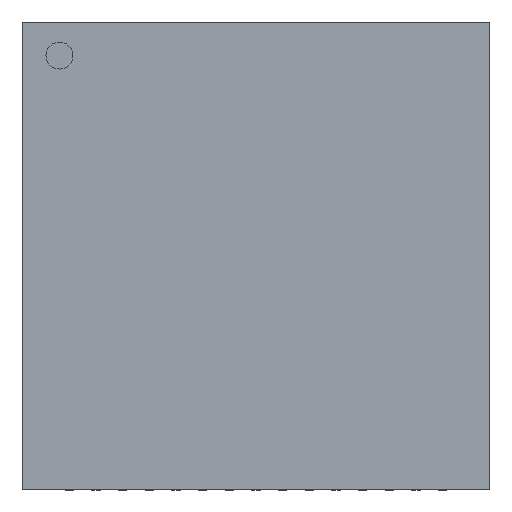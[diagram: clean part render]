
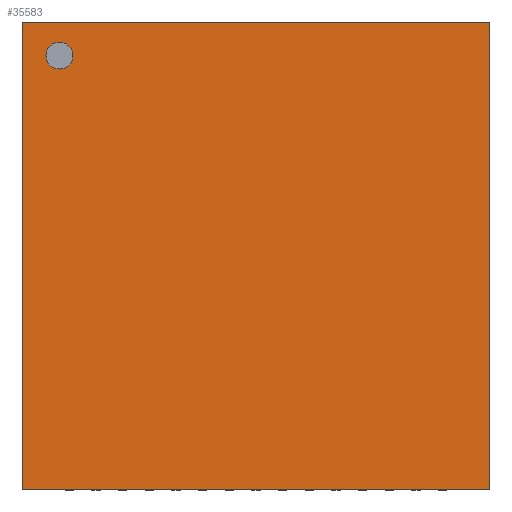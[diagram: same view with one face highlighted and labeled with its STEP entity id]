
A CAD part, top view. The second image highlights one B-rep face of the part: STEP entity #35583.
In plain terms, the highlighted planar face has unit normal (0, 0, 1).
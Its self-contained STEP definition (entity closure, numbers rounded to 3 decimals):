
#15=FACE_BOUND('',#2552,.T.);
#45=FACE_OUTER_BOUND('',#2551,.T.);
#2551=EDGE_LOOP('',(#24116,#24117,#24118,#24119));
#2552=EDGE_LOOP('',(#24120,#24121,#24122,#24123,#24124,#24125,#24126,#24127,
#24128,#24129,#24130,#24131,#24132,#24133,#24134,#24135,#24136,#24137,#24138,
#24139,#24140,#24141,#24142,#24143));
#6208=LINE('',#53039,#11295);
#6212=LINE('',#53046,#11299);
#6215=LINE('',#53052,#11302);
#6218=LINE('',#53058,#11305);
#6221=LINE('',#53064,#11308);
#6224=LINE('',#53070,#11311);
#6227=LINE('',#53076,#11314);
#6230=LINE('',#53082,#11317);
#6233=LINE('',#53088,#11320);
#6236=LINE('',#53096,#11323);
#6240=LINE('',#53103,#11327);
#6243=LINE('',#53109,#11330);
#6244=LINE('',#53113,#11331);
#6245=LINE('',#53115,#11332);
#6246=LINE('',#53117,#11333);
#6247=LINE('',#53118,#11334);
#6248=LINE('',#53120,#11335);
#6249=LINE('',#53122,#11336);
#6250=LINE('',#53124,#11337);
#6251=LINE('',#53126,#11338);
#6252=LINE('',#53128,#11339);
#6253=LINE('',#53130,#11340);
#6254=LINE('',#53132,#11341);
#6255=LINE('',#53134,#11342);
#6256=LINE('',#53136,#11343);
#6257=LINE('',#53137,#11344);
#6258=LINE('',#53139,#11345);
#6259=LINE('',#53140,#11346);
#11295=VECTOR('',#41782,1.);
#11299=VECTOR('',#41788,1.);
#11302=VECTOR('',#41793,1.);
#11305=VECTOR('',#41798,1.);
#11308=VECTOR('',#41803,1.);
#11311=VECTOR('',#41808,1.);
#11314=VECTOR('',#41813,1.);
#11317=VECTOR('',#41818,1.);
#11320=VECTOR('',#41823,1.);
#11323=VECTOR('',#41828,1.);
#11327=VECTOR('',#41834,1.);
#11330=VECTOR('',#41839,10.);
#11331=VECTOR('',#41842,10.);
#11332=VECTOR('',#41843,10.);
#11333=VECTOR('',#41844,10.);
#11334=VECTOR('',#41845,10.);
#11335=VECTOR('',#41846,1.);
#11336=VECTOR('',#41847,1.);
#11337=VECTOR('',#41848,1.);
#11338=VECTOR('',#41849,10.);
#11339=VECTOR('',#41850,1.);
#11340=VECTOR('',#41851,1.);
#11341=VECTOR('',#41852,1.);
#11342=VECTOR('',#41853,1.);
#11343=VECTOR('',#41854,1.);
#11344=VECTOR('',#41855,1.);
#11345=VECTOR('',#41856,1.);
#11346=VECTOR('',#41857,1.);
#16377=VERTEX_POINT('',#53036);
#16378=VERTEX_POINT('',#53038);
#16380=VERTEX_POINT('',#53044);
#16382=VERTEX_POINT('',#53050);
#16384=VERTEX_POINT('',#53056);
#16386=VERTEX_POINT('',#53062);
#16388=VERTEX_POINT('',#53068);
#16390=VERTEX_POINT('',#53074);
#16392=VERTEX_POINT('',#53080);
#16394=VERTEX_POINT('',#53086);
#16397=VERTEX_POINT('',#53093);
#16398=VERTEX_POINT('',#53095);
#16400=VERTEX_POINT('',#53101);
#16402=VERTEX_POINT('',#53107);
#16403=VERTEX_POINT('',#53111);
#16404=VERTEX_POINT('',#53112);
#16405=VERTEX_POINT('',#53114);
#16406=VERTEX_POINT('',#53116);
#16407=VERTEX_POINT('',#53119);
#16408=VERTEX_POINT('',#53121);
#16409=VERTEX_POINT('',#53123);
#16410=VERTEX_POINT('',#53125);
#16411=VERTEX_POINT('',#53127);
#16412=VERTEX_POINT('',#53129);
#16413=VERTEX_POINT('',#53131);
#16414=VERTEX_POINT('',#53133);
#16415=VERTEX_POINT('',#53135);
#16416=VERTEX_POINT('',#53138);
#18968=EDGE_CURVE('',#16378,#16377,#6208,.T.);
#18972=EDGE_CURVE('',#16380,#16377,#6212,.T.);
#18975=EDGE_CURVE('',#16382,#16380,#6215,.T.);
#18978=EDGE_CURVE('',#16382,#16384,#6218,.T.);
#18981=EDGE_CURVE('',#16384,#16386,#6221,.T.);
#18984=EDGE_CURVE('',#16386,#16388,#6224,.T.);
#18987=EDGE_CURVE('',#16388,#16390,#6227,.T.);
#18990=EDGE_CURVE('',#16392,#16390,#6230,.T.);
#18993=EDGE_CURVE('',#16394,#16392,#6233,.T.);
#18996=EDGE_CURVE('',#16398,#16397,#6236,.T.);
#19000=EDGE_CURVE('',#16397,#16400,#6240,.T.);
#19003=EDGE_CURVE('',#16402,#16400,#6243,.T.);
#19004=EDGE_CURVE('',#16403,#16404,#6244,.T.);
#19005=EDGE_CURVE('',#16405,#16403,#6245,.T.);
#19006=EDGE_CURVE('',#16405,#16406,#6246,.T.);
#19007=EDGE_CURVE('',#16406,#16404,#6247,.T.);
#19008=EDGE_CURVE('',#16407,#16402,#6248,.T.);
#19009=EDGE_CURVE('',#16408,#16407,#6249,.T.);
#19010=EDGE_CURVE('',#16408,#16409,#6250,.T.);
#19011=EDGE_CURVE('',#16410,#16409,#6251,.T.);
#19012=EDGE_CURVE('',#16410,#16411,#6252,.T.);
#19013=EDGE_CURVE('',#16411,#16412,#6253,.T.);
#19014=EDGE_CURVE('',#16413,#16412,#6254,.T.);
#19015=EDGE_CURVE('',#16413,#16414,#6255,.T.);
#19016=EDGE_CURVE('',#16414,#16415,#6256,.T.);
#19017=EDGE_CURVE('',#16415,#16378,#6257,.T.);
#19018=EDGE_CURVE('',#16394,#16416,#6258,.T.);
#19019=EDGE_CURVE('',#16416,#16398,#6259,.T.);
#24116=ORIENTED_EDGE('',*,*,#19004,.F.);
#24117=ORIENTED_EDGE('',*,*,#19005,.F.);
#24118=ORIENTED_EDGE('',*,*,#19006,.T.);
#24119=ORIENTED_EDGE('',*,*,#19007,.T.);
#24120=ORIENTED_EDGE('',*,*,#19003,.F.);
#24121=ORIENTED_EDGE('',*,*,#19008,.F.);
#24122=ORIENTED_EDGE('',*,*,#19009,.F.);
#24123=ORIENTED_EDGE('',*,*,#19010,.T.);
#24124=ORIENTED_EDGE('',*,*,#19011,.F.);
#24125=ORIENTED_EDGE('',*,*,#19012,.T.);
#24126=ORIENTED_EDGE('',*,*,#19013,.T.);
#24127=ORIENTED_EDGE('',*,*,#19014,.F.);
#24128=ORIENTED_EDGE('',*,*,#19015,.T.);
#24129=ORIENTED_EDGE('',*,*,#19016,.T.);
#24130=ORIENTED_EDGE('',*,*,#19017,.T.);
#24131=ORIENTED_EDGE('',*,*,#18968,.T.);
#24132=ORIENTED_EDGE('',*,*,#18972,.F.);
#24133=ORIENTED_EDGE('',*,*,#18975,.F.);
#24134=ORIENTED_EDGE('',*,*,#18978,.T.);
#24135=ORIENTED_EDGE('',*,*,#18981,.T.);
#24136=ORIENTED_EDGE('',*,*,#18984,.T.);
#24137=ORIENTED_EDGE('',*,*,#18987,.T.);
#24138=ORIENTED_EDGE('',*,*,#18990,.F.);
#24139=ORIENTED_EDGE('',*,*,#18993,.F.);
#24140=ORIENTED_EDGE('',*,*,#19018,.T.);
#24141=ORIENTED_EDGE('',*,*,#19019,.T.);
#24142=ORIENTED_EDGE('',*,*,#18996,.T.);
#24143=ORIENTED_EDGE('',*,*,#19000,.T.);
#33078=PLANE('',#38102);
#35583=ADVANCED_FACE('',(#45,#15),#33078,.T.);
#38102=AXIS2_PLACEMENT_3D('',#53110,#41840,#41841);
#41782=DIRECTION('',(0.131,-0.991,0.));
#41788=DIRECTION('',(0.131,0.991,0.));
#41793=DIRECTION('',(0.383,0.924,0.));
#41798=DIRECTION('',(-0.609,-0.793,0.));
#41803=DIRECTION('',(-0.793,-0.609,0.));
#41808=DIRECTION('',(-0.924,-0.383,0.));
#41813=DIRECTION('',(-0.991,-0.131,0.));
#41818=DIRECTION('',(0.991,-0.131,0.));
#41823=DIRECTION('',(0.924,-0.383,0.));
#41828=DIRECTION('',(-0.383,0.924,0.));
#41834=DIRECTION('',(-0.131,0.991,0.));
#41839=DIRECTION('',(-0.131,-0.991,0.));
#41840=DIRECTION('center_axis',(0.,0.,1.));
#41841=DIRECTION('ref_axis',(1.,0.,0.));
#41842=DIRECTION('',(0.,1.,0.));
#41843=DIRECTION('',(-1.,0.,0.));
#41844=DIRECTION('',(0.,1.,0.));
#41845=DIRECTION('',(-1.,0.,0.));
#41846=DIRECTION('',(-0.383,-0.924,0.));
#41847=DIRECTION('',(-0.609,-0.793,0.));
#41848=DIRECTION('',(0.793,0.609,0.));
#41849=DIRECTION('',(-0.924,-0.383,0.));
#41850=DIRECTION('',(0.991,0.131,0.));
#41851=DIRECTION('',(0.991,-0.131,0.));
#41852=DIRECTION('',(-0.924,0.383,0.));
#41853=DIRECTION('',(0.793,-0.609,0.));
#41854=DIRECTION('',(0.609,-0.793,0.));
#41855=DIRECTION('',(0.383,-0.924,0.));
#41856=DIRECTION('',(-0.793,0.609,0.));
#41857=DIRECTION('',(-0.609,0.793,0.));
#53036=CARTESIAN_POINT('',(-2.746,3.004,0.77));
#53038=CARTESIAN_POINT('',(-2.753,3.057,0.77));
#53039=CARTESIAN_POINT('',(-2.753,3.057,0.77));
#53044=CARTESIAN_POINT('',(-2.753,2.952,0.77));
#53046=CARTESIAN_POINT('',(-2.753,2.952,0.77));
#53050=CARTESIAN_POINT('',(-2.773,2.903,0.77));
#53052=CARTESIAN_POINT('',(-2.773,2.903,0.77));
#53056=CARTESIAN_POINT('',(-2.805,2.861,0.77));
#53058=CARTESIAN_POINT('',(-2.773,2.903,0.77));
#53062=CARTESIAN_POINT('',(-2.847,2.829,0.77));
#53064=CARTESIAN_POINT('',(-2.805,2.861,0.77));
#53068=CARTESIAN_POINT('',(-2.896,2.809,0.77));
#53070=CARTESIAN_POINT('',(-2.847,2.829,0.77));
#53074=CARTESIAN_POINT('',(-2.948,2.802,0.77));
#53076=CARTESIAN_POINT('',(-2.896,2.809,0.77));
#53080=CARTESIAN_POINT('',(-3.001,2.809,0.77));
#53082=CARTESIAN_POINT('',(-3.001,2.809,0.77));
#53086=CARTESIAN_POINT('',(-3.05,2.829,0.77));
#53088=CARTESIAN_POINT('',(-3.05,2.829,0.77));
#53093=CARTESIAN_POINT('',(-3.144,2.952,0.77));
#53095=CARTESIAN_POINT('',(-3.124,2.903,0.77));
#53096=CARTESIAN_POINT('',(-3.124,2.903,0.77));
#53101=CARTESIAN_POINT('',(-3.151,3.004,0.77));
#53103=CARTESIAN_POINT('',(-3.144,2.952,0.77));
#53107=CARTESIAN_POINT('',(-3.144,3.057,0.77));
#53109=CARTESIAN_POINT('',(-3.125,3.198,0.77));
#53110=CARTESIAN_POINT('Origin',(-2.527,3.5,0.77));
#53111=CARTESIAN_POINT('',(-3.5,-3.5,0.77));
#53112=CARTESIAN_POINT('',(-3.5,3.5,0.77));
#53113=CARTESIAN_POINT('',(-3.5,3.119,0.77));
#53114=CARTESIAN_POINT('',(3.5,-3.5,0.77));
#53115=CARTESIAN_POINT('',(-0.095,-3.5,0.77));
#53116=CARTESIAN_POINT('',(3.5,3.5,0.77));
#53117=CARTESIAN_POINT('',(3.5,2.719,0.77));
#53118=CARTESIAN_POINT('',(-2.432,3.5,0.77));
#53119=CARTESIAN_POINT('',(-3.124,3.106,0.77));
#53120=CARTESIAN_POINT('',(-3.124,3.106,0.77));
#53121=CARTESIAN_POINT('',(-3.092,3.148,0.77));
#53122=CARTESIAN_POINT('',(-3.092,3.148,0.77));
#53123=CARTESIAN_POINT('',(-3.05,3.18,0.77));
#53124=CARTESIAN_POINT('',(-3.092,3.148,0.77));
#53125=CARTESIAN_POINT('',(-3.001,3.2,0.77));
#53126=CARTESIAN_POINT('',(-2.689,3.329,0.77));
#53127=CARTESIAN_POINT('',(-2.948,3.207,0.77));
#53128=CARTESIAN_POINT('',(-3.001,3.2,0.77));
#53129=CARTESIAN_POINT('',(-2.896,3.2,0.77));
#53130=CARTESIAN_POINT('',(-2.948,3.207,0.77));
#53131=CARTESIAN_POINT('',(-2.847,3.18,0.77));
#53132=CARTESIAN_POINT('',(-2.847,3.18,0.77));
#53133=CARTESIAN_POINT('',(-2.805,3.148,0.77));
#53134=CARTESIAN_POINT('',(-2.847,3.18,0.77));
#53135=CARTESIAN_POINT('',(-2.773,3.106,0.77));
#53136=CARTESIAN_POINT('',(-2.805,3.148,0.77));
#53137=CARTESIAN_POINT('',(-2.773,3.106,0.77));
#53138=CARTESIAN_POINT('',(-3.092,2.861,0.77));
#53139=CARTESIAN_POINT('',(-3.05,2.829,0.77));
#53140=CARTESIAN_POINT('',(-3.092,2.861,0.77));
